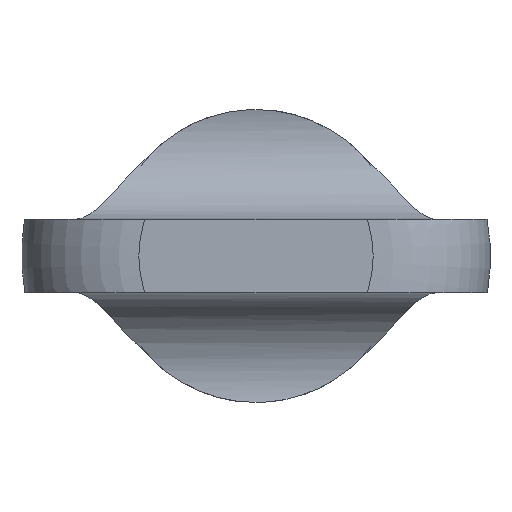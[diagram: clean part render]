
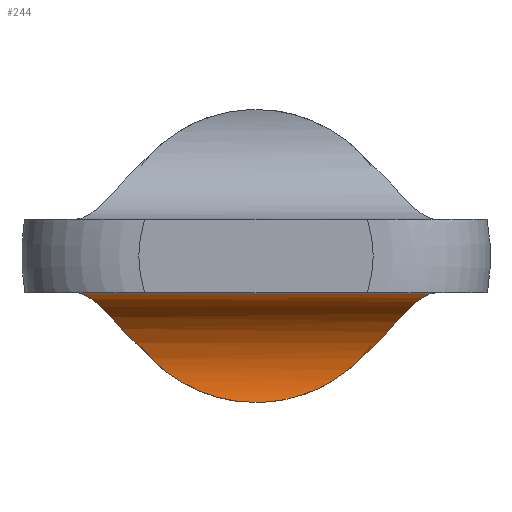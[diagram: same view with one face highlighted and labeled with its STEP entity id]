
A CAD part, left-side view. The second image highlights one B-rep face of the part: STEP entity #244.
In plain terms, the highlighted cylindrical face has radius 3 mm (diameter 6 mm), a partial arc.
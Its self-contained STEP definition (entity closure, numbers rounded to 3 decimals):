
#36 = VERTEX_POINT ( 'NONE', #342 ) ;
#45 = EDGE_CURVE ( 'NONE', #36, #97, #304, .T. ) ;
#51 = VERTEX_POINT ( 'NONE', #288 ) ;
#55 = EDGE_CURVE ( 'NONE', #51, #36, #332, .T. ) ;
#97 = VERTEX_POINT ( 'NONE', #371 ) ;
#99 = EDGE_CURVE ( 'NONE', #97, #218, #362, .T. ) ;
#218 = VERTEX_POINT ( 'NONE', #680 ) ;
#238 = EDGE_LOOP ( 'NONE', ( #245, #243, #246, #240, #248 ) ) ;
#240 = ORIENTED_EDGE ( 'NONE', *, *, #274, .F. ) ;
#243 = ORIENTED_EDGE ( 'NONE', *, *, #55, .F. ) ;
#244 = ADVANCED_FACE ( 'NONE', ( #832 ), #842, .F. ) ;
#245 = ORIENTED_EDGE ( 'NONE', *, *, #45, .F. ) ;
#246 = ORIENTED_EDGE ( 'NONE', *, *, #247, .T. ) ;
#247 = EDGE_CURVE ( 'NONE', #51, #253, #831, .T. ) ;
#248 = ORIENTED_EDGE ( 'NONE', *, *, #99, .F. ) ;
#253 = VERTEX_POINT ( 'NONE', #816 ) ;
#274 = EDGE_CURVE ( 'NONE', #218, #253, #940, .T. ) ;
#288 = CARTESIAN_POINT ( 'NONE',  ( -5.405, -6.188, -1.25 ) ) ;
#292 = CARTESIAN_POINT ( 'NONE',  ( -2.5, 0., -5. ) ) ;
#293 = CARTESIAN_POINT ( 'NONE',  ( -2.5, -0.33, -5. ) ) ;
#294 = CARTESIAN_POINT ( 'NONE',  ( -2.491, -0.659, -4.968 ) ) ;
#295 = CARTESIAN_POINT ( 'NONE',  ( -2.462, -1.314, -4.836 ) ) ;
#296 = CARTESIAN_POINT ( 'NONE',  ( -2.442, -1.632, -4.738 ) ) ;
#297 = CARTESIAN_POINT ( 'NONE',  ( -2.411, -2.244, -4.481 ) ) ;
#298 = CARTESIAN_POINT ( 'NONE',  ( -2.4, -2.54, -4.319 ) ) ;
#299 = CARTESIAN_POINT ( 'NONE',  ( -2.414, -3.086, -3.948 ) ) ;
#300 = CARTESIAN_POINT ( 'NONE',  ( -2.439, -3.339, -3.736 ) ) ;
#301 = CARTESIAN_POINT ( 'NONE',  ( -2.5, -3.571, -3.5 ) ) ;
#304 = B_SPLINE_CURVE_WITH_KNOTS ( 'NONE', 3,
 ( #301, #300, #299, #298, #297, #296, #295, #294, #293, #292 ),
 .UNSPECIFIED., .F., .F.,
 ( 4, 2, 2, 2, 4 ),
 ( 0., 0.001, 0.002, 0.003, 0.004 ),
 .UNSPECIFIED. ) ;
#317 = CARTESIAN_POINT ( 'NONE',  ( -2.5, -3.571, -3.5 ) ) ;
#318 = CARTESIAN_POINT ( 'NONE',  ( -2.534, -3.719, -3.37 ) ) ;
#319 = CARTESIAN_POINT ( 'NONE',  ( -2.577, -3.861, -3.237 ) ) ;
#320 = CARTESIAN_POINT ( 'NONE',  ( -2.689, -4.133, -2.968 ) ) ;
#321 = CARTESIAN_POINT ( 'NONE',  ( -2.757, -4.265, -2.832 ) ) ;
#322 = CARTESIAN_POINT ( 'NONE',  ( -2.917, -4.513, -2.566 ) ) ;
#323 = CARTESIAN_POINT ( 'NONE',  ( -3.01, -4.631, -2.436 ) ) ;
#324 = CARTESIAN_POINT ( 'NONE',  ( -3.22, -4.858, -2.188 ) ) ;
#325 = CARTESIAN_POINT ( 'NONE',  ( -3.338, -4.967, -2.069 ) ) ;
#326 = CARTESIAN_POINT ( 'NONE',  ( -3.727, -5.282, -1.74 ) ) ;
#328 = CARTESIAN_POINT ( 'NONE',  ( -4.027, -5.474, -1.562 ) ) ;
#329 = CARTESIAN_POINT ( 'NONE',  ( -4.691, -5.846, -1.315 ) ) ;
#330 = CARTESIAN_POINT ( 'NONE',  ( -5.04, -6.02, -1.25 ) ) ;
#331 = CARTESIAN_POINT ( 'NONE',  ( -5.405, -6.188, -1.25 ) ) ;
#332 = B_SPLINE_CURVE_WITH_KNOTS ( 'NONE', 3,
 ( #331, #330, #329, #328, #326, #325, #324, #323, #322, #321, #320, #319, #318, #317 ),
 .UNSPECIFIED., .F., .F.,
 ( 4, 2, 2, 2, 2, 2, 4 ),
 ( 0., 0.001, 0.002, 0.003, 0.004, 0.004, 0.005 ),
 .UNSPECIFIED. ) ;
#342 = CARTESIAN_POINT ( 'NONE',  ( -2.5, -3.571, -3.5 ) ) ;
#362 = B_SPLINE_CURVE_WITH_KNOTS ( 'NONE', 3,
 ( #493, #492, #491, #490, #489, #488, #487, #486, #485, #484 ),
 .UNSPECIFIED., .F., .F.,
 ( 4, 2, 2, 2, 4 ),
 ( 0.004, 0.005, 0.006, 0.007, 0.008 ),
 .UNSPECIFIED. ) ;
#371 = CARTESIAN_POINT ( 'NONE',  ( -2.5, 0., -5. ) ) ;
#484 = CARTESIAN_POINT ( 'NONE',  ( -2.5, 3.571, -3.5 ) ) ;
#485 = CARTESIAN_POINT ( 'NONE',  ( -2.439, 3.34, -3.736 ) ) ;
#486 = CARTESIAN_POINT ( 'NONE',  ( -2.414, 3.083, -3.95 ) ) ;
#487 = CARTESIAN_POINT ( 'NONE',  ( -2.4, 2.536, -4.322 ) ) ;
#488 = CARTESIAN_POINT ( 'NONE',  ( -2.411, 2.241, -4.482 ) ) ;
#489 = CARTESIAN_POINT ( 'NONE',  ( -2.442, 1.629, -4.739 ) ) ;
#490 = CARTESIAN_POINT ( 'NONE',  ( -2.462, 1.314, -4.836 ) ) ;
#491 = CARTESIAN_POINT ( 'NONE',  ( -2.491, 0.665, -4.967 ) ) ;
#492 = CARTESIAN_POINT ( 'NONE',  ( -2.5, 0.33, -5. ) ) ;
#493 = CARTESIAN_POINT ( 'NONE',  ( -2.5, 0., -5. ) ) ;
#680 = CARTESIAN_POINT ( 'NONE',  ( -2.5, 3.571, -3.5 ) ) ;
#816 = CARTESIAN_POINT ( 'NONE',  ( -5.405, 6.188, -1.25 ) ) ;
#819 = DIRECTION ( 'NONE',  ( 0., 1., 0. ) ) ;
#820 = VECTOR ( 'NONE', #819, 1000. ) ;
#821 = CARTESIAN_POINT ( 'NONE',  ( -5.405, -8., -1.25 ) ) ;
#827 = AXIS2_PLACEMENT_3D ( 'NONE', #846, #840, #839 ) ;
#831 = LINE ( 'NONE', #821, #820 ) ;
#832 = FACE_OUTER_BOUND ( 'NONE', #238, .T. ) ;
#839 = DIRECTION ( 'NONE',  ( 0., 0., 1. ) ) ;
#840 = DIRECTION ( 'NONE',  ( 0., 1., 0. ) ) ;
#842 = CYLINDRICAL_SURFACE ( 'NONE', #827, 3. ) ;
#846 = CARTESIAN_POINT ( 'NONE',  ( -5.405, -8., -4.25 ) ) ;
#879 = CARTESIAN_POINT ( 'NONE',  ( -5.405, 6.188, -1.25 ) ) ;
#880 = CARTESIAN_POINT ( 'NONE',  ( -5.222, 6.104, -1.25 ) ) ;
#881 = CARTESIAN_POINT ( 'NONE',  ( -5.04, 6.016, -1.267 ) ) ;
#882 = CARTESIAN_POINT ( 'NONE',  ( -4.689, 5.84, -1.331 ) ) ;
#883 = CARTESIAN_POINT ( 'NONE',  ( -4.519, 5.75, -1.378 ) ) ;
#884 = CARTESIAN_POINT ( 'NONE',  ( -4.19, 5.566, -1.501 ) ) ;
#885 = CARTESIAN_POINT ( 'NONE',  ( -4.032, 5.471, -1.577 ) ) ;
#886 = CARTESIAN_POINT ( 'NONE',  ( -3.731, 5.273, -1.754 ) ) ;
#887 = CARTESIAN_POINT ( 'NONE',  ( -3.592, 5.173, -1.854 ) ) ;
#888 = CARTESIAN_POINT ( 'NONE',  ( -3.336, 4.965, -2.071 ) ) ;
#889 = CARTESIAN_POINT ( 'NONE',  ( -3.219, 4.857, -2.189 ) ) ;
#890 = CARTESIAN_POINT ( 'NONE',  ( -3.008, 4.63, -2.438 ) ) ;
#891 = CARTESIAN_POINT ( 'NONE',  ( -2.914, 4.509, -2.57 ) ) ;
#892 = CARTESIAN_POINT ( 'NONE',  ( -2.675, 4.136, -2.969 ) ) ;
#893 = CARTESIAN_POINT ( 'NONE',  ( -2.567, 3.868, -3.24 ) ) ;
#894 = CARTESIAN_POINT ( 'NONE',  ( -2.5, 3.571, -3.5 ) ) ;
#940 = B_SPLINE_CURVE_WITH_KNOTS ( 'NONE', 3,
 ( #894, #893, #892, #891, #890, #889, #888, #887, #886, #885, #884, #883, #882, #881, #880, #879 ),
 .UNSPECIFIED., .F., .F.,
 ( 4, 2, 2, 2, 2, 2, 2, 4 ),
 ( 0., 0.001, 0.002, 0.002, 0.003, 0.004, 0.004, 0.005 ),
 .UNSPECIFIED. ) ;
